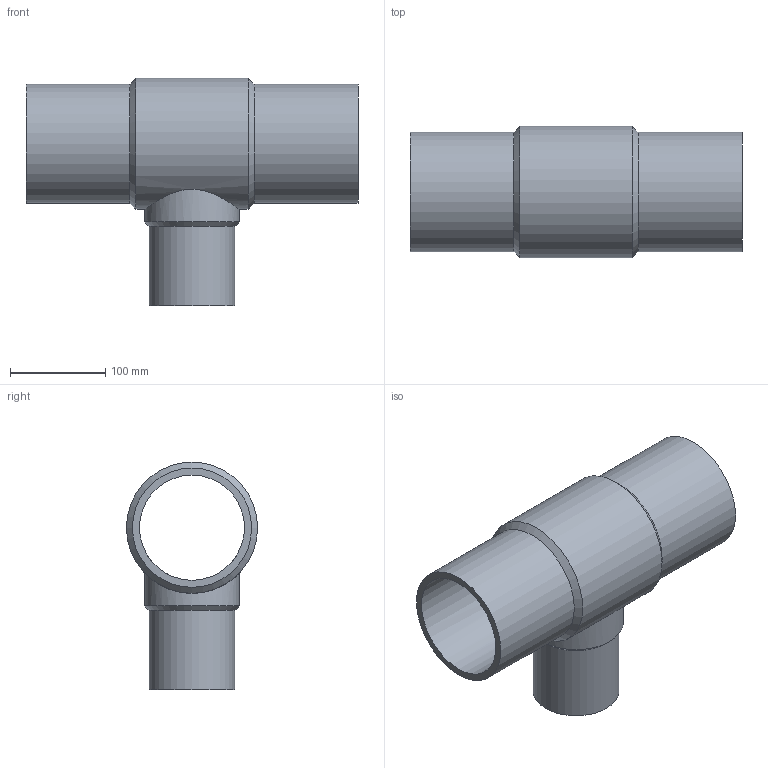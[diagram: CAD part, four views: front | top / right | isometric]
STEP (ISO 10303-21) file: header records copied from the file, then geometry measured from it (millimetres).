
FILE_DESCRIPTION(/* description */ ('PE100 Reducing Tee with long ends, Ø125-090, PN10 SDR17'),/* implementation_level */ '2;1');
FILE_NAME(/* name */ 'TREL17-RC-125-090',/* time_stamp */ '2022-07-06T16:23:40+02:00',/* author */ ('COAB Solutions'),/* organization */ ('GPA Flowsystem'),/* preprocessor_version */ 'ST-DEVELOPER v18.1',/* originating_system */ 'www.coabsolutions.com',/* authorisation */ '');
FILE_SCHEMA (('AUTOMOTIVE_DESIGN { 1 0 10303 214 3 1 1 }'));
Length unit declared in the file: millimetre
Products named in the file (1): TREL17-RC-125-090
Bounding box: 348 x 137.5 x 238.75 mm (x, y, z)
Volume: 1386892.3 mm3; surface area: 320699.1 mm2
Topology: 1 solids, 1 shells, 13 faces, 30 edges, 18 vertices
Faces by surface type: cylinder 7, plane 3, cone 3
Full cylindrical faces by diameter (mm): 79.2 x1, 90 x1, 99 x1, 110.2 x1, 125 x2, 137.5 x1
Entity records: 539 total; most frequent: CARTESIAN_POINT 196, DIRECTION 64, ORIENTED_EDGE 60, EDGE_CURVE 30, AXIS2_PLACEMENT_3D 26, VERTEX_POINT 18, EDGE_LOOP 16, FACE_OUTER_BOUND 13
